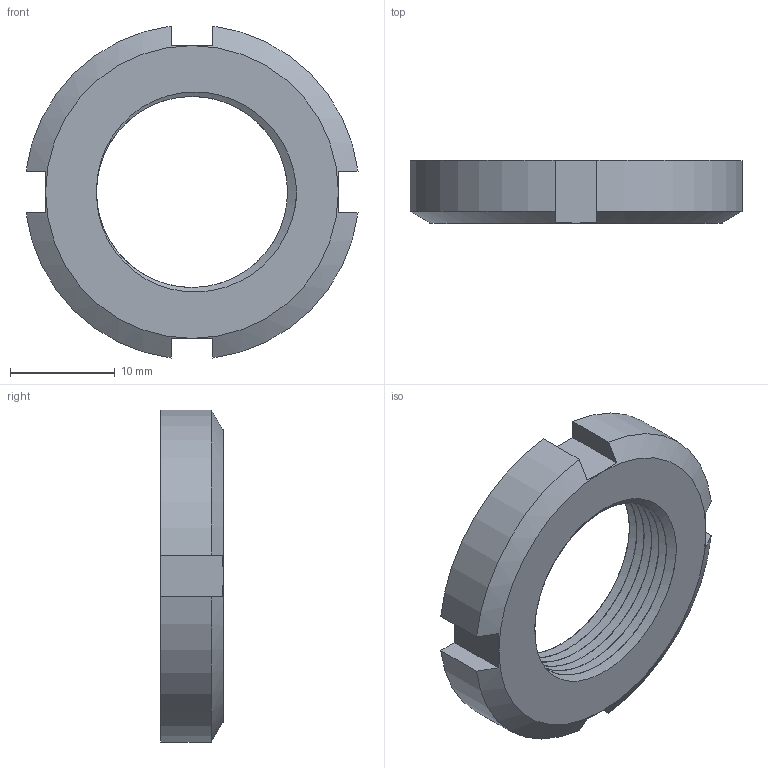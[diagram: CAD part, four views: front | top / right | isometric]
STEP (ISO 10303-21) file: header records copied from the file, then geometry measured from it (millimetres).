
FILE_DESCRIPTION (( 'STEP AP203' ), '1' );
FILE_NAME ('Ecrou Ö encoches- M 20_Défaut_sldprt.STEP', '2017-12-12T20:32:06', ( '' ), ( '' ), 'SwSTEP 2.0', 'SolidWorks 2016', '' );
FILE_SCHEMA (( 'CONFIG_CONTROL_DESIGN' ));
Length unit declared in the file: millimetre
Products named in the file (1): Ecrou Ö encoches- M 20_Défaut_sldprt
Bounding box: 31.75 x 6 x 31.75 mm (x, y, z)
Volume: 2820.4 mm3; surface area: 2306.7 mm2
Topology: 1 solids, 1 shells, 37 faces, 101 edges, 66 vertices
Faces by surface type: cylinder 17, plane 14, cone 4, bspline 2
Entity records: 2169 total; most frequent: CARTESIAN_POINT 1265, ORIENTED_EDGE 202, DIRECTION 140, EDGE_CURVE 101, VERTEX_POINT 66, AXIS2_PLACEMENT_3D 50, VECTOR 40, LINE 40
